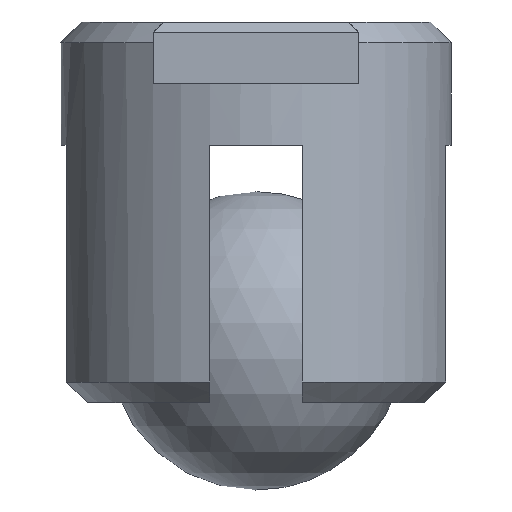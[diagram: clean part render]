
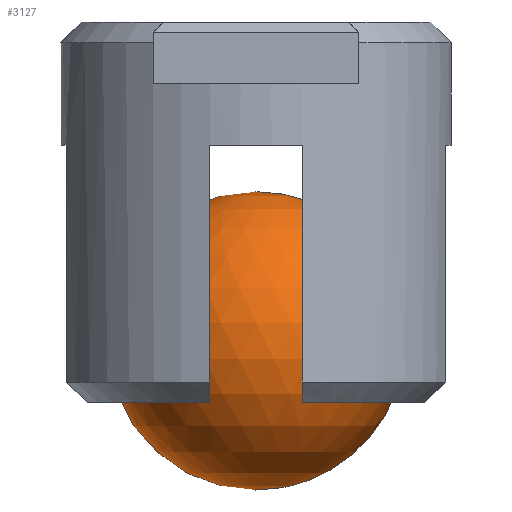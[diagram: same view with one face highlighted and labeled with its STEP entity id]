
A CAD part, front view. The second image highlights one B-rep face of the part: STEP entity #3127.
In plain terms, the highlighted spherical face has radius 7.25 mm.
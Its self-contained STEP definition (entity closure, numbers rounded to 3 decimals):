
#3127 = ADVANCED_FACE('',(#3128),#3132,.T.);
#3128 = FACE_BOUND('',#3129,.T.);
#3129 = VERTEX_LOOP('',#3130);
#3130 = VERTEX_POINT('',#3131);
#3131 = CARTESIAN_POINT('',(0.,45.5,-37.75));
#3132 = SPHERICAL_SURFACE('',#3133,7.25);
#3133 = AXIS2_PLACEMENT_3D('',#3134,#3135,#3136);
#3134 = CARTESIAN_POINT('',(0.,45.5,-30.5));
#3135 = DIRECTION('',(0.,0.,1.));
#3136 = DIRECTION('',(1.,0.,0.));
